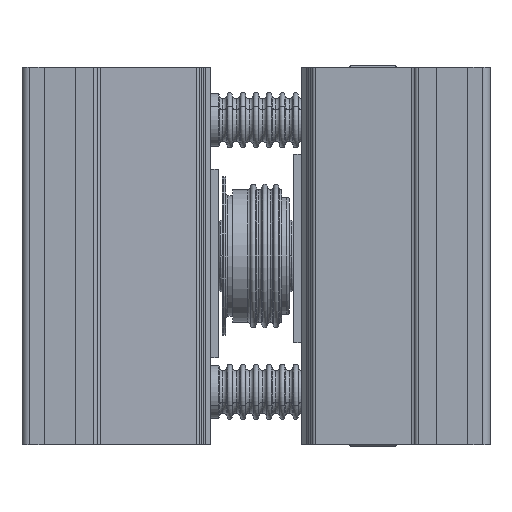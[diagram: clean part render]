
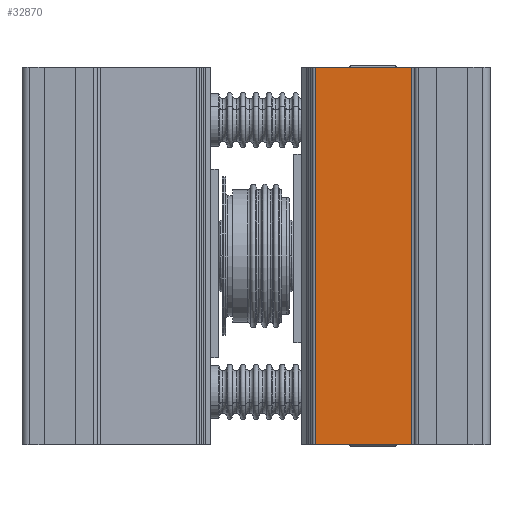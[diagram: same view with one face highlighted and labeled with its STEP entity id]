
A CAD part, left-side view. The second image highlights one B-rep face of the part: STEP entity #32870.
In plain terms, the highlighted planar face has unit normal (-1, 0.032, 0).
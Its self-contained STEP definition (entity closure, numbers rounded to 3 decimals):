
#480 = CARTESIAN_POINT ( 'NONE',  ( -48.15, -3.65, 50. ) ) ;
#726 = DIRECTION ( 'NONE',  ( 0., 0., -1. ) ) ;
#783 = EDGE_CURVE ( 'NONE', #4115, #16783, #33333, .T. ) ;
#1908 = CARTESIAN_POINT ( 'NONE',  ( -48.977, -29.287, 50. ) ) ;
#2631 = PLANE ( 'NONE',  #4918 ) ;
#4115 = VERTEX_POINT ( 'NONE', #26644 ) ;
#4243 = CARTESIAN_POINT ( 'NONE',  ( -48.977, -29.287, -50. ) ) ;
#4274 = VERTEX_POINT ( 'NONE', #4243 ) ;
#4918 = AXIS2_PLACEMENT_3D ( 'NONE', #5657, #25768, #28647 ) ;
#5657 = CARTESIAN_POINT ( 'NONE',  ( -48.15, -3.65, 50. ) ) ;
#6773 = CARTESIAN_POINT ( 'NONE',  ( -48.15, -3.65, -50. ) ) ;
#7651 = LINE ( 'NONE', #6773, #12597 ) ;
#10340 = EDGE_CURVE ( 'NONE', #36356, #4274, #18982, .T. ) ;
#12597 = VECTOR ( 'NONE', #32316, 1000. ) ;
#13467 = CARTESIAN_POINT ( 'NONE',  ( -48.15, -3.65, -50. ) ) ;
#13582 = EDGE_LOOP ( 'NONE', ( #18940, #16825, #30344, #31473 ) ) ;
#13808 = FACE_OUTER_BOUND ( 'NONE', #13582, .T. ) ;
#16783 = VERTEX_POINT ( 'NONE', #13467 ) ;
#16825 = ORIENTED_EDGE ( 'NONE', *, *, #10340, .F. ) ;
#17620 = VECTOR ( 'NONE', #21507, 1000. ) ;
#18125 = EDGE_CURVE ( 'NONE', #16783, #4274, #7651, .T. ) ;
#18940 = ORIENTED_EDGE ( 'NONE', *, *, #18125, .T. ) ;
#18982 = LINE ( 'NONE', #1908, #17620 ) ;
#20430 = CARTESIAN_POINT ( 'NONE',  ( -48.977, -29.287, 50. ) ) ;
#20652 = DIRECTION ( 'NONE',  ( -0.032, -0.999, 0. ) ) ;
#21507 = DIRECTION ( 'NONE',  ( 0., 0., -1. ) ) ;
#25768 = DIRECTION ( 'NONE',  ( 0.999, -0.032, 0. ) ) ;
#26644 = CARTESIAN_POINT ( 'NONE',  ( -48.15, -3.65, 50. ) ) ;
#26659 = EDGE_CURVE ( 'NONE', #4115, #36356, #34476, .T. ) ;
#26854 = VECTOR ( 'NONE', #20652, 1000. ) ;
#28647 = DIRECTION ( 'NONE',  ( 0.032, 0.999, 0. ) ) ;
#29788 = VECTOR ( 'NONE', #726, 1000. ) ;
#30344 = ORIENTED_EDGE ( 'NONE', *, *, #26659, .F. ) ;
#31473 = ORIENTED_EDGE ( 'NONE', *, *, #783, .T. ) ;
#32206 = CARTESIAN_POINT ( 'NONE',  ( -48.15, -3.65, 50. ) ) ;
#32316 = DIRECTION ( 'NONE',  ( -0.032, -0.999, 0. ) ) ;
#32870 = ADVANCED_FACE ( 'NONE', ( #13808 ), #2631, .F. ) ;
#33333 = LINE ( 'NONE', #480, #29788 ) ;
#34476 = LINE ( 'NONE', #32206, #26854 ) ;
#36356 = VERTEX_POINT ( 'NONE', #20430 ) ;
